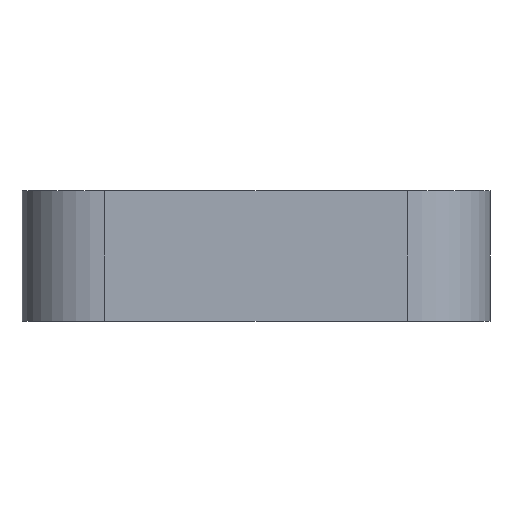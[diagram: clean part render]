
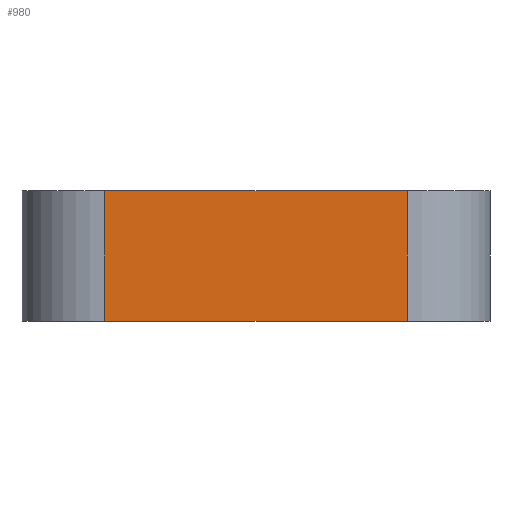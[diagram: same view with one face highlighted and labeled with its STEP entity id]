
A CAD part, front view. The second image highlights one B-rep face of the part: STEP entity #980.
In plain terms, the highlighted planar face has unit normal (0, -1, 0).
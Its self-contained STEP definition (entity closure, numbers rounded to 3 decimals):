
#108=ORIENTED_EDGE('',*,*,#389,.T.);
#109=ORIENTED_EDGE('',*,*,#391,.F.);
#110=ORIENTED_EDGE('',*,*,#392,.F.);
#111=ORIENTED_EDGE('',*,*,#393,.T.);
#389=EDGE_CURVE('',#529,#528,#608,.T.);
#391=EDGE_CURVE('',#530,#528,#609,.T.);
#392=EDGE_CURVE('',#531,#530,#610,.T.);
#393=EDGE_CURVE('',#531,#529,#611,.T.);
#528=VERTEX_POINT('',#1513);
#529=VERTEX_POINT('',#1515);
#530=VERTEX_POINT('',#1519);
#531=VERTEX_POINT('',#1521);
#608=LINE('',#1514,#712);
#609=LINE('',#1518,#713);
#610=LINE('',#1520,#714);
#611=LINE('',#1522,#715);
#712=VECTOR('',#1195,1000.);
#713=VECTOR('',#1200,1000.);
#714=VECTOR('',#1201,1000.);
#715=VECTOR('',#1202,1000.);
#810=EDGE_LOOP('',(#108,#109,#110,#111));
#878=FACE_BOUND('',#810,.T.);
#943=PLANE('',#1065);
#980=ADVANCED_FACE('',(#878),#943,.T.);
#1065=AXIS2_PLACEMENT_3D('',#1517,#1198,#1199);
#1195=DIRECTION('',(0.,0.,-1.));
#1198=DIRECTION('',(0.,-1.,0.));
#1199=DIRECTION('',(0.,0.,-1.));
#1200=DIRECTION('',(-1.,0.,0.));
#1201=DIRECTION('',(0.,0.,-1.));
#1202=DIRECTION('',(-1.,0.,0.));
#1513=CARTESIAN_POINT('',(-13.25,-62.5,-7.));
#1514=CARTESIAN_POINT('',(-13.25,-62.5,1.));
#1515=CARTESIAN_POINT('',(-13.25,-62.5,4.45));
#1517=CARTESIAN_POINT('',(0.,-62.5,1.));
#1518=CARTESIAN_POINT('',(0.,-62.5,-7.));
#1519=CARTESIAN_POINT('',(13.25,-62.5,-7.));
#1520=CARTESIAN_POINT('',(13.25,-62.5,1.));
#1521=CARTESIAN_POINT('',(13.25,-62.5,4.45));
#1522=CARTESIAN_POINT('',(0.,-62.5,4.45));
